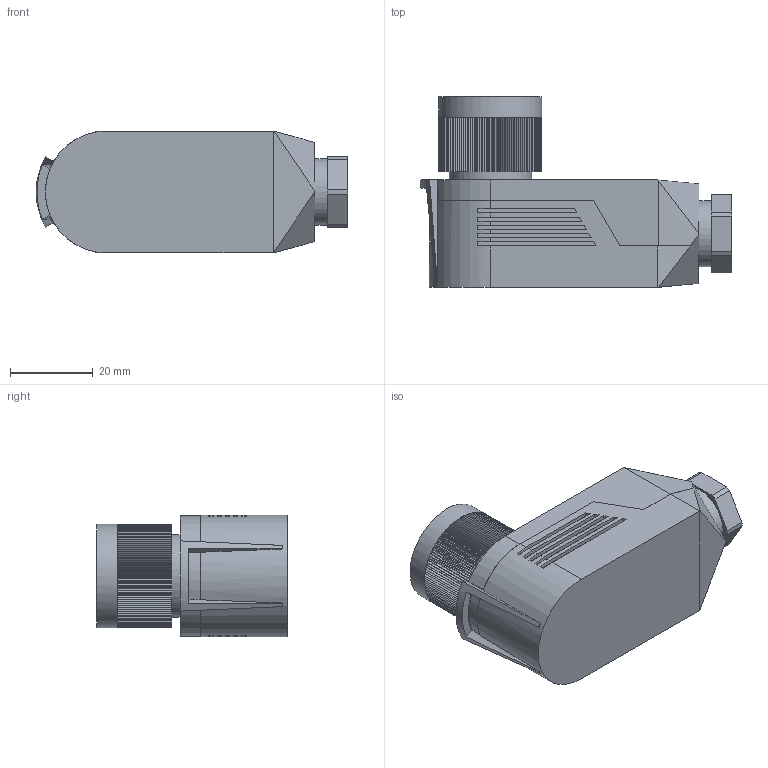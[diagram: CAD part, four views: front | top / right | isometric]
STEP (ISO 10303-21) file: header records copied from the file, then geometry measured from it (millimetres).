
FILE_DESCRIPTION(/* description */ ('STEP AP214'),/* implementation_level */ '2;1');
FILE_NAME(/* name */ '533119_NTSD-WD-11',/* time_stamp */ '2024-09-13T09:39:26+02:00',/* author */ ('License CC BY-ND 4.0'),/* organization */ ('CADENAS'),/* preprocessor_version */ 'ST-DEVELOPER v19.3',/* originating_system */ 'PARTsolutions',/* authorisation */ ' ');
FILE_SCHEMA (('AUTOMOTIVE_DESIGN {1 0 10303 214 3 1 1}'));
Length unit declared in the file: millimetre
Products named in the file (1): 533119 NTSD-WD-11
Bounding box: 75.5 x 46.2 x 29.5 mm (x, y, z)
Volume: 54705 mm3; surface area: 13554.9 mm2
Topology: 1 solids, 1 shells, 573 faces, 1394 edges, 842 vertices
Faces by surface type: plane 530, cylinder 42, cone 1
Full cylindrical faces by diameter (mm): 2 x4, 4 x1, 12 x1, 16 x1, 16.5 x1, 20 x1, 25 x1
Entity records: 16293 total; most frequent: CARTESIAN_POINT 2805, DIRECTION 2789, ORIENTED_EDGE 2762, EDGE_CURVE 1381, LINE 1115, VECTOR 1115, VERTEX_POINT 839, AXIS2_PLACEMENT_3D 837
